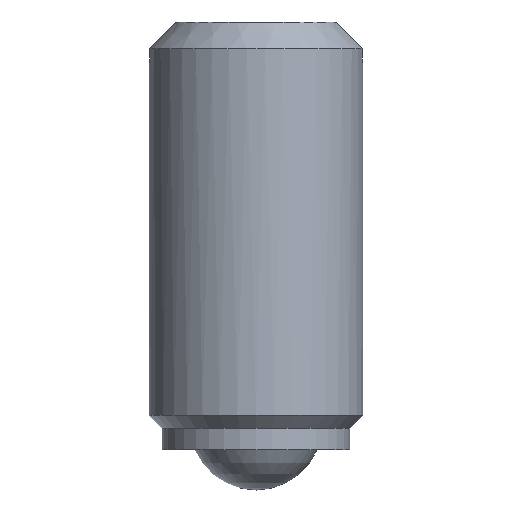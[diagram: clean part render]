
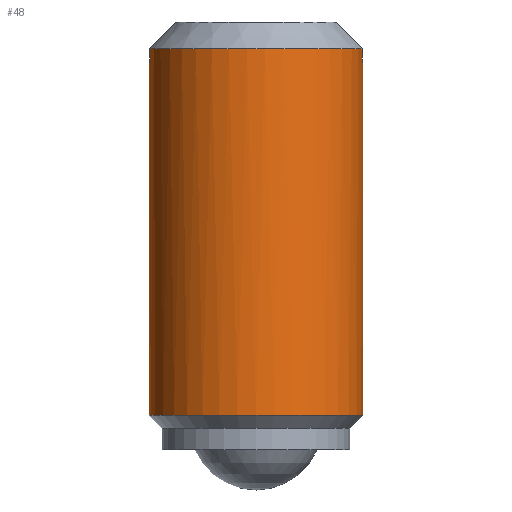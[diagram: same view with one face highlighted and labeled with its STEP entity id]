
A CAD part, left-side view. The second image highlights one B-rep face of the part: STEP entity #48.
In plain terms, the highlighted cylindrical face has radius 4 mm (diameter 8 mm), a full revolution.
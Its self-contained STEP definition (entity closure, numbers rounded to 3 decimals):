
#48 = ADVANCED_FACE( '', ( #96, #97 ), #98, .T. );
#96 = FACE_OUTER_BOUND( '', #143, .T. );
#97 = FACE_OUTER_BOUND( '', #144, .T. );
#98 = CYLINDRICAL_SURFACE( '', #145, 4. );
#143 = EDGE_LOOP( '', ( #213 ) );
#144 = EDGE_LOOP( '', ( #214, #215, #216, #217, #218, #219, #220, #221 ) );
#145 = AXIS2_PLACEMENT_3D( '', #222, #223, #224 );
#213 = ORIENTED_EDGE( '', *, *, #282, .T. );
#214 = ORIENTED_EDGE( '', *, *, #259, .T. );
#215 = ORIENTED_EDGE( '', *, *, #283, .T. );
#216 = ORIENTED_EDGE( '', *, *, #261, .T. );
#217 = ORIENTED_EDGE( '', *, *, #270, .T. );
#218 = ORIENTED_EDGE( '', *, *, #275, .T. );
#219 = ORIENTED_EDGE( '', *, *, #279, .T. );
#220 = ORIENTED_EDGE( '', *, *, #276, .T. );
#221 = ORIENTED_EDGE( '', *, *, #271, .T. );
#222 = CARTESIAN_POINT( '', ( 0., 0., 57.15 ) );
#223 = DIRECTION( '', ( 0., 0., -1. ) );
#224 = DIRECTION( '', ( 1., 0., 0. ) );
#259 = EDGE_CURVE( '', #296, #294, #297, .T. );
#261 = EDGE_CURVE( '', #300, #298, #301, .F. );
#270 = EDGE_CURVE( '', #298, #312, #314, .F. );
#271 = EDGE_CURVE( '', #311, #296, #315, .F. );
#275 = EDGE_CURVE( '', #312, #320, #322, .T. );
#276 = EDGE_CURVE( '', #323, #311, #324, .F. );
#279 = EDGE_CURVE( '', #320, #323, #327, .F. );
#282 = EDGE_CURVE( '', #330, #330, #331, .T. );
#283 = EDGE_CURVE( '', #294, #300, #332, .F. );
#294 = VERTEX_POINT( '', #345 );
#296 = VERTEX_POINT( '', #350 );
#297 = LINE( '', #351, #352 );
#298 = VERTEX_POINT( '', #353 );
#300 = VERTEX_POINT( '', #356 );
#301 = LINE( '', #357, #358 );
#311 = VERTEX_POINT( '', #371 );
#312 = VERTEX_POINT( '', #372 );
#314 = CIRCLE( '', #375, 4. );
#315 = CIRCLE( '', #376, 4. );
#320 = VERTEX_POINT( '', #382 );
#322 = LINE( '', #387, #388 );
#323 = VERTEX_POINT( '', #389 );
#324 = LINE( '', #390, #391 );
#327 = CIRCLE( '', #397, 4. );
#330 = VERTEX_POINT( '', #400 );
#331 = CIRCLE( '', #401, 4. );
#332 = CIRCLE( '', #402, 4. );
#345 = CARTESIAN_POINT( '', ( -0.5, -3.969, 16.5 ) );
#350 = CARTESIAN_POINT( '', ( -0.5, -3.969, 16. ) );
#351 = CARTESIAN_POINT( '', ( -0.5, -3.969, 57.15 ) );
#352 = VECTOR( '', #411, 1000. );
#353 = CARTESIAN_POINT( '', ( -0.5, 3.969, 16. ) );
#356 = CARTESIAN_POINT( '', ( -0.5, 3.969, 16.5 ) );
#357 = CARTESIAN_POINT( '', ( -0.5, 3.969, 57.15 ) );
#358 = VECTOR( '', #413, 1000. );
#371 = CARTESIAN_POINT( '', ( 0.5, -3.969, 16. ) );
#372 = CARTESIAN_POINT( '', ( 0.5, 3.969, 16. ) );
#375 = AXIS2_PLACEMENT_3D( '', #424, #425, #426 );
#376 = AXIS2_PLACEMENT_3D( '', #427, #428, #429 );
#382 = CARTESIAN_POINT( '', ( 0.5, 3.969, 16.5 ) );
#387 = CARTESIAN_POINT( '', ( 0.5, 3.969, 57.15 ) );
#388 = VECTOR( '', #431, 1000. );
#389 = CARTESIAN_POINT( '', ( 0.5, -3.969, 16.5 ) );
#390 = CARTESIAN_POINT( '', ( 0.5, -3.969, 57.15 ) );
#391 = VECTOR( '', #432, 1000. );
#397 = AXIS2_PLACEMENT_3D( '', #433, #434, #435 );
#400 = CARTESIAN_POINT( '', ( 4., 0., 2.8 ) );
#401 = AXIS2_PLACEMENT_3D( '', #439, #440, #441 );
#402 = AXIS2_PLACEMENT_3D( '', #442, #443, #444 );
#411 = DIRECTION( '', ( 0., 0., 1. ) );
#413 = DIRECTION( '', ( 0., 0., 1. ) );
#424 = CARTESIAN_POINT( '', ( 0., 0., 16. ) );
#425 = DIRECTION( '', ( 0., 0., 1. ) );
#426 = DIRECTION( '', ( 1., 0., 0. ) );
#427 = CARTESIAN_POINT( '', ( 0., 0., 16. ) );
#428 = DIRECTION( '', ( 0., 0., 1. ) );
#429 = DIRECTION( '', ( 1., 0., 0. ) );
#431 = DIRECTION( '', ( 0., 0., 1. ) );
#432 = DIRECTION( '', ( 0., 0., 1. ) );
#433 = CARTESIAN_POINT( '', ( 0., 0., 16.5 ) );
#434 = DIRECTION( '', ( 0., 0., 1. ) );
#435 = DIRECTION( '', ( 1., 0., 0. ) );
#439 = CARTESIAN_POINT( '', ( 0., 0., 2.8 ) );
#440 = DIRECTION( '', ( 0., 0., 1. ) );
#441 = DIRECTION( '', ( 1., 0., 0. ) );
#442 = CARTESIAN_POINT( '', ( 0., 0., 16.5 ) );
#443 = DIRECTION( '', ( 0., 0., 1. ) );
#444 = DIRECTION( '', ( 1., 0., 0. ) );
